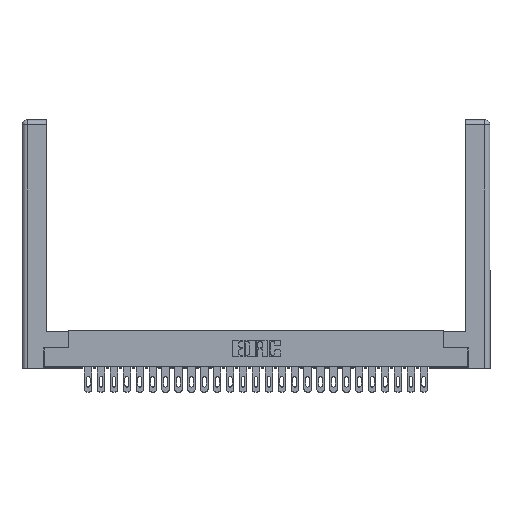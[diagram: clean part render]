
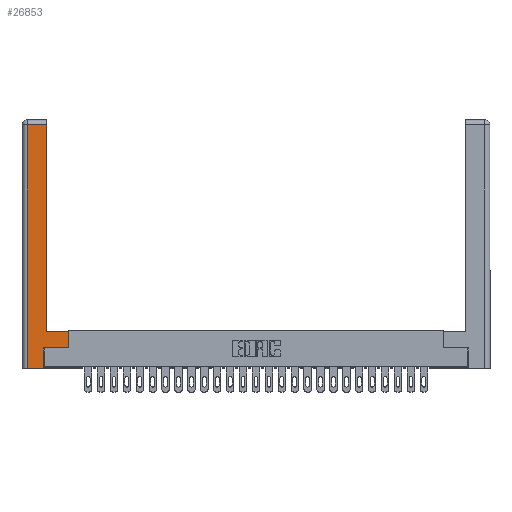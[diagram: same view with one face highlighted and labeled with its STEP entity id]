
A CAD part, top view. The second image highlights one B-rep face of the part: STEP entity #26853.
In plain terms, the highlighted planar face has unit normal (0, 0, 1).
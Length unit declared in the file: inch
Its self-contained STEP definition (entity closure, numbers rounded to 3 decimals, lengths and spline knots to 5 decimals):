
#286 = DIRECTION ( 'NONE',  ( -1., 0., 0. ) ) ;
#1261 = CARTESIAN_POINT ( 'NONE',  ( 0.295, 2.94, 0. ) ) ;
#1887 = VECTOR ( 'NONE', #19209, 39.37008 ) ;
#2976 = LINE ( 'NONE', #33482, #17986 ) ;
#3058 = CARTESIAN_POINT ( 'NONE',  ( 0.265, 0.245, 0. ) ) ;
#3270 = EDGE_CURVE ( 'NONE', #20837, #7595, #15339, .T. ) ;
#3543 = EDGE_CURVE ( 'NONE', #13435, #13290, #8811, .T. ) ;
#3812 = VERTEX_POINT ( 'NONE', #21312 ) ;
#4748 = VECTOR ( 'NONE', #28212, 39.37008 ) ;
#4855 = VECTOR ( 'NONE', #11267, 39.37008 ) ;
#6176 = AXIS2_PLACEMENT_3D ( 'NONE', #31337, #15661, #286 ) ;
#6246 = CARTESIAN_POINT ( 'NONE',  ( 0.0615, 2.94, 0. ) ) ;
#7595 = VERTEX_POINT ( 'NONE', #9008 ) ;
#8166 = CARTESIAN_POINT ( 'NONE',  ( 0.0615, 0., 0. ) ) ;
#8811 = LINE ( 'NONE', #24150, #1887 ) ;
#9008 = CARTESIAN_POINT ( 'NONE',  ( 0.565, 0.45, 0. ) ) ;
#9088 = LINE ( 'NONE', #21549, #11940 ) ;
#10012 = EDGE_LOOP ( 'NONE', ( #32703, #31755, #10611, #33218, #16895, #27440, #24522, #21744 ) ) ;
#10611 = ORIENTED_EDGE ( 'NONE', *, *, #3543, .T. ) ;
#11267 = DIRECTION ( 'NONE',  ( -1., 0., 0. ) ) ;
#11529 = VERTEX_POINT ( 'NONE', #1261 ) ;
#11940 = VECTOR ( 'NONE', #26612, 39.37008 ) ;
#12078 = EDGE_CURVE ( 'NONE', #32505, #14552, #21807, .T. ) ;
#12362 = DIRECTION ( 'NONE',  ( 0., 1., 0. ) ) ;
#13290 = VERTEX_POINT ( 'NONE', #8166 ) ;
#13435 = VERTEX_POINT ( 'NONE', #6246 ) ;
#14552 = VERTEX_POINT ( 'NONE', #3058 ) ;
#15339 = LINE ( 'NONE', #25455, #4748 ) ;
#15661 = DIRECTION ( 'NONE',  ( 0., 0., -1. ) ) ;
#16286 = DIRECTION ( 'NONE',  ( 0., 1., 0. ) ) ;
#16895 = ORIENTED_EDGE ( 'NONE', *, *, #12078, .T. ) ;
#17416 = LINE ( 'NONE', #19828, #25508 ) ;
#17986 = VECTOR ( 'NONE', #12362, 39.37008 ) ;
#18318 = CARTESIAN_POINT ( 'NONE',  ( 0.565, 0.245, 0. ) ) ;
#18506 = PLANE ( 'NONE',  #6176 ) ;
#19209 = DIRECTION ( 'NONE',  ( 0., -1., 0. ) ) ;
#19688 = FACE_OUTER_BOUND ( 'NONE', #10012, .T. ) ;
#19828 = CARTESIAN_POINT ( 'NONE',  ( 0.265, 0., 0. ) ) ;
#20837 = VERTEX_POINT ( 'NONE', #18318 ) ;
#21312 = CARTESIAN_POINT ( 'NONE',  ( 0.295, 0.45, 0. ) ) ;
#21549 = CARTESIAN_POINT ( 'NONE',  ( 0.295, 0.45, 0. ) ) ;
#21744 = ORIENTED_EDGE ( 'NONE', *, *, #27086, .T. ) ;
#21807 = LINE ( 'NONE', #26242, #27875 ) ;
#21986 = LINE ( 'NONE', #29429, #4855 ) ;
#24150 = CARTESIAN_POINT ( 'NONE',  ( 0.0615, 0., 0. ) ) ;
#24522 = ORIENTED_EDGE ( 'NONE', *, *, #3270, .T. ) ;
#25003 = DIRECTION ( 'NONE',  ( 1., 0., 0. ) ) ;
#25455 = CARTESIAN_POINT ( 'NONE',  ( 0.565, 0.45, 0. ) ) ;
#25508 = VECTOR ( 'NONE', #25003, 39.37008 ) ;
#25671 = VECTOR ( 'NONE', #32443, 39.37008 ) ;
#26242 = CARTESIAN_POINT ( 'NONE',  ( 0.265, 0.245, 0. ) ) ;
#26612 = DIRECTION ( 'NONE',  ( -1., 0., 0. ) ) ;
#26853 = ADVANCED_FACE ( 'NONE', ( #19688 ), #18506, .F. ) ;
#27086 = EDGE_CURVE ( 'NONE', #7595, #3812, #9088, .T. ) ;
#27362 = EDGE_CURVE ( 'NONE', #3812, #11529, #2976, .T. ) ;
#27440 = ORIENTED_EDGE ( 'NONE', *, *, #27642, .T. ) ;
#27642 = EDGE_CURVE ( 'NONE', #14552, #20837, #32620, .T. ) ;
#27875 = VECTOR ( 'NONE', #16286, 39.37008 ) ;
#28212 = DIRECTION ( 'NONE',  ( 0., 1., 0. ) ) ;
#29424 = EDGE_CURVE ( 'NONE', #11529, #13435, #21986, .T. ) ;
#29429 = CARTESIAN_POINT ( 'NONE',  ( 0.0615, 2.94, 0. ) ) ;
#29702 = CARTESIAN_POINT ( 'NONE',  ( 0.565, 0.245, 0. ) ) ;
#30919 = EDGE_CURVE ( 'NONE', #13290, #32505, #17416, .T. ) ;
#31337 = CARTESIAN_POINT ( 'NONE',  ( 0., 0., 0. ) ) ;
#31755 = ORIENTED_EDGE ( 'NONE', *, *, #29424, .T. ) ;
#32443 = DIRECTION ( 'NONE',  ( 1., 0., 0. ) ) ;
#32505 = VERTEX_POINT ( 'NONE', #33514 ) ;
#32620 = LINE ( 'NONE', #29702, #25671 ) ;
#32703 = ORIENTED_EDGE ( 'NONE', *, *, #27362, .T. ) ;
#33218 = ORIENTED_EDGE ( 'NONE', *, *, #30919, .T. ) ;
#33482 = CARTESIAN_POINT ( 'NONE',  ( 0.295, 3., 0. ) ) ;
#33514 = CARTESIAN_POINT ( 'NONE',  ( 0.265, 0., 0. ) ) ;
